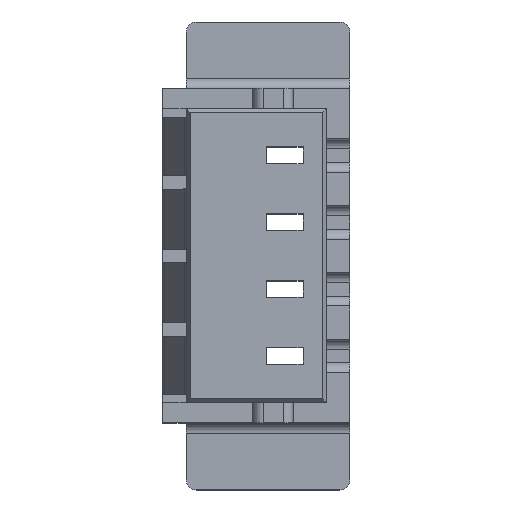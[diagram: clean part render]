
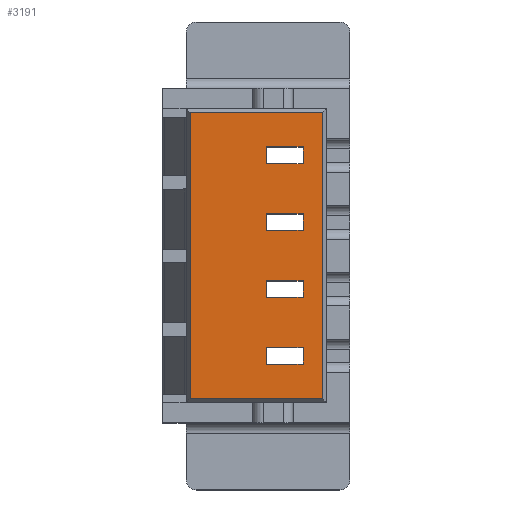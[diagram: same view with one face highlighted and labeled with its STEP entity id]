
A CAD part, top view. The second image highlights one B-rep face of the part: STEP entity #3191.
In plain terms, the highlighted planar face has unit normal (0, 0, 1).
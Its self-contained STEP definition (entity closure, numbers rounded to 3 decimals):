
#118=FACE_BOUND('',#313,.T.);
#119=FACE_BOUND('',#314,.T.);
#120=FACE_BOUND('',#315,.T.);
#121=FACE_BOUND('',#316,.T.);
#143=FACE_OUTER_BOUND('',#312,.T.);
#312=EDGE_LOOP('',(#2228,#2229,#2230,#2231));
#313=EDGE_LOOP('',(#2232,#2233,#2234,#2235));
#314=EDGE_LOOP('',(#2236,#2237,#2238,#2239));
#315=EDGE_LOOP('',(#2240,#2241,#2242,#2243));
#316=EDGE_LOOP('',(#2244,#2245,#2246,#2247));
#513=LINE('',#4559,#922);
#516=LINE('',#4565,#925);
#519=LINE('',#4571,#928);
#522=LINE('',#4576,#931);
#576=LINE('',#4725,#985);
#577=LINE('',#4727,#986);
#578=LINE('',#4729,#987);
#579=LINE('',#4730,#988);
#580=LINE('',#4733,#989);
#581=LINE('',#4735,#990);
#582=LINE('',#4737,#991);
#583=LINE('',#4738,#992);
#584=LINE('',#4741,#993);
#585=LINE('',#4743,#994);
#586=LINE('',#4745,#995);
#587=LINE('',#4746,#996);
#588=LINE('',#4749,#997);
#589=LINE('',#4751,#998);
#590=LINE('',#4753,#999);
#591=LINE('',#4754,#1000);
#922=VECTOR('',#3650,4.285);
#925=VECTOR('',#3655,1.985);
#928=VECTOR('',#3660,4.285);
#931=VECTOR('',#3665,1.985);
#985=VECTOR('',#3769,0.25);
#986=VECTOR('',#3770,0.55);
#987=VECTOR('',#3771,0.25);
#988=VECTOR('',#3772,0.55);
#989=VECTOR('',#3773,0.25);
#990=VECTOR('',#3774,0.55);
#991=VECTOR('',#3775,0.25);
#992=VECTOR('',#3776,0.55);
#993=VECTOR('',#3777,0.25);
#994=VECTOR('',#3778,0.55);
#995=VECTOR('',#3779,0.25);
#996=VECTOR('',#3780,0.55);
#997=VECTOR('',#3781,0.25);
#998=VECTOR('',#3782,0.55);
#999=VECTOR('',#3783,0.25);
#1000=VECTOR('',#3784,0.55);
#1328=VERTEX_POINT('',#4556);
#1329=VERTEX_POINT('',#4558);
#1331=VERTEX_POINT('',#4564);
#1333=VERTEX_POINT('',#4570);
#1403=VERTEX_POINT('',#4723);
#1404=VERTEX_POINT('',#4724);
#1405=VERTEX_POINT('',#4726);
#1406=VERTEX_POINT('',#4728);
#1407=VERTEX_POINT('',#4731);
#1408=VERTEX_POINT('',#4732);
#1409=VERTEX_POINT('',#4734);
#1410=VERTEX_POINT('',#4736);
#1411=VERTEX_POINT('',#4739);
#1412=VERTEX_POINT('',#4740);
#1413=VERTEX_POINT('',#4742);
#1414=VERTEX_POINT('',#4744);
#1415=VERTEX_POINT('',#4747);
#1416=VERTEX_POINT('',#4748);
#1417=VERTEX_POINT('',#4750);
#1418=VERTEX_POINT('',#4752);
#1647=EDGE_CURVE('',#1329,#1328,#513,.T.);
#1650=EDGE_CURVE('',#1331,#1329,#516,.T.);
#1653=EDGE_CURVE('',#1333,#1331,#519,.T.);
#1656=EDGE_CURVE('',#1328,#1333,#522,.T.);
#1730=EDGE_CURVE('',#1403,#1404,#576,.T.);
#1731=EDGE_CURVE('',#1405,#1403,#577,.T.);
#1732=EDGE_CURVE('',#1406,#1405,#578,.T.);
#1733=EDGE_CURVE('',#1404,#1406,#579,.T.);
#1734=EDGE_CURVE('',#1407,#1408,#580,.T.);
#1735=EDGE_CURVE('',#1409,#1407,#581,.T.);
#1736=EDGE_CURVE('',#1410,#1409,#582,.T.);
#1737=EDGE_CURVE('',#1408,#1410,#583,.T.);
#1738=EDGE_CURVE('',#1411,#1412,#584,.T.);
#1739=EDGE_CURVE('',#1413,#1411,#585,.T.);
#1740=EDGE_CURVE('',#1414,#1413,#586,.T.);
#1741=EDGE_CURVE('',#1412,#1414,#587,.T.);
#1742=EDGE_CURVE('',#1415,#1416,#588,.T.);
#1743=EDGE_CURVE('',#1417,#1415,#589,.T.);
#1744=EDGE_CURVE('',#1418,#1417,#590,.T.);
#1745=EDGE_CURVE('',#1416,#1418,#591,.T.);
#2228=ORIENTED_EDGE('',*,*,#1653,.T.);
#2229=ORIENTED_EDGE('',*,*,#1650,.T.);
#2230=ORIENTED_EDGE('',*,*,#1647,.T.);
#2231=ORIENTED_EDGE('',*,*,#1656,.T.);
#2232=ORIENTED_EDGE('',*,*,#1730,.F.);
#2233=ORIENTED_EDGE('',*,*,#1731,.F.);
#2234=ORIENTED_EDGE('',*,*,#1732,.F.);
#2235=ORIENTED_EDGE('',*,*,#1733,.F.);
#2236=ORIENTED_EDGE('',*,*,#1734,.F.);
#2237=ORIENTED_EDGE('',*,*,#1735,.F.);
#2238=ORIENTED_EDGE('',*,*,#1736,.F.);
#2239=ORIENTED_EDGE('',*,*,#1737,.F.);
#2240=ORIENTED_EDGE('',*,*,#1738,.F.);
#2241=ORIENTED_EDGE('',*,*,#1739,.F.);
#2242=ORIENTED_EDGE('',*,*,#1740,.F.);
#2243=ORIENTED_EDGE('',*,*,#1741,.F.);
#2244=ORIENTED_EDGE('',*,*,#1742,.F.);
#2245=ORIENTED_EDGE('',*,*,#1743,.F.);
#2246=ORIENTED_EDGE('',*,*,#1744,.F.);
#2247=ORIENTED_EDGE('',*,*,#1745,.F.);
#3057=PLANE('',#3399);
#3191=ADVANCED_FACE('',(#143,#118,#119,#120,#121),#3057,.T.);
#3399=AXIS2_PLACEMENT_3D('',#4722,#3767,#3768);
#3650=DIRECTION('',(0.,1.,0.));
#3655=DIRECTION('',(1.,0.,0.));
#3660=DIRECTION('',(0.,-1.,0.));
#3665=DIRECTION('',(-1.,0.,0.));
#3767=DIRECTION('center_axis',(0.,0.,1.));
#3768=DIRECTION('ref_axis',(1.,0.,0.));
#3769=DIRECTION('',(0.,1.,0.));
#3770=DIRECTION('',(1.,0.,0.));
#3771=DIRECTION('',(0.,-1.,0.));
#3772=DIRECTION('',(-1.,0.,0.));
#3773=DIRECTION('',(0.,1.,0.));
#3774=DIRECTION('',(1.,0.,0.));
#3775=DIRECTION('',(0.,-1.,0.));
#3776=DIRECTION('',(-1.,0.,0.));
#3777=DIRECTION('',(0.,1.,0.));
#3778=DIRECTION('',(1.,0.,0.));
#3779=DIRECTION('',(0.,-1.,0.));
#3780=DIRECTION('',(-1.,0.,0.));
#3781=DIRECTION('',(0.,1.,0.));
#3782=DIRECTION('',(1.,0.,0.));
#3783=DIRECTION('',(0.,-1.,0.));
#3784=DIRECTION('',(-1.,0.,0.));
#4556=CARTESIAN_POINT('',(0.992,2.142,5.));
#4558=CARTESIAN_POINT('',(0.992,-2.142,5.));
#4559=CARTESIAN_POINT('',(0.992,-2.142,5.));
#4564=CARTESIAN_POINT('',(-0.992,-2.142,5.));
#4565=CARTESIAN_POINT('',(-0.992,-2.142,5.));
#4570=CARTESIAN_POINT('',(-0.992,2.142,5.));
#4571=CARTESIAN_POINT('',(-0.992,2.142,5.));
#4576=CARTESIAN_POINT('',(0.992,2.142,5.));
#4722=CARTESIAN_POINT('Origin',(0.,0.,5.));
#4723=CARTESIAN_POINT('',(0.7,-0.625,5.));
#4724=CARTESIAN_POINT('',(0.7,-0.375,5.));
#4725=CARTESIAN_POINT('',(0.7,-0.625,5.));
#4726=CARTESIAN_POINT('',(0.15,-0.625,5.));
#4727=CARTESIAN_POINT('',(0.15,-0.625,5.));
#4728=CARTESIAN_POINT('',(0.15,-0.375,5.));
#4729=CARTESIAN_POINT('',(0.15,-0.375,5.));
#4730=CARTESIAN_POINT('',(0.7,-0.375,5.));
#4731=CARTESIAN_POINT('',(0.7,-1.625,5.));
#4732=CARTESIAN_POINT('',(0.7,-1.375,5.));
#4733=CARTESIAN_POINT('',(0.7,-1.625,5.));
#4734=CARTESIAN_POINT('',(0.15,-1.625,5.));
#4735=CARTESIAN_POINT('',(0.15,-1.625,5.));
#4736=CARTESIAN_POINT('',(0.15,-1.375,5.));
#4737=CARTESIAN_POINT('',(0.15,-1.375,5.));
#4738=CARTESIAN_POINT('',(0.7,-1.375,5.));
#4739=CARTESIAN_POINT('',(0.7,0.375,5.));
#4740=CARTESIAN_POINT('',(0.7,0.625,5.));
#4741=CARTESIAN_POINT('',(0.7,0.375,5.));
#4742=CARTESIAN_POINT('',(0.15,0.375,5.));
#4743=CARTESIAN_POINT('',(0.15,0.375,5.));
#4744=CARTESIAN_POINT('',(0.15,0.625,5.));
#4745=CARTESIAN_POINT('',(0.15,0.625,5.));
#4746=CARTESIAN_POINT('',(0.7,0.625,5.));
#4747=CARTESIAN_POINT('',(0.7,1.375,5.));
#4748=CARTESIAN_POINT('',(0.7,1.625,5.));
#4749=CARTESIAN_POINT('',(0.7,1.375,5.));
#4750=CARTESIAN_POINT('',(0.15,1.375,5.));
#4751=CARTESIAN_POINT('',(0.15,1.375,5.));
#4752=CARTESIAN_POINT('',(0.15,1.625,5.));
#4753=CARTESIAN_POINT('',(0.15,1.625,5.));
#4754=CARTESIAN_POINT('',(0.7,1.625,5.));
